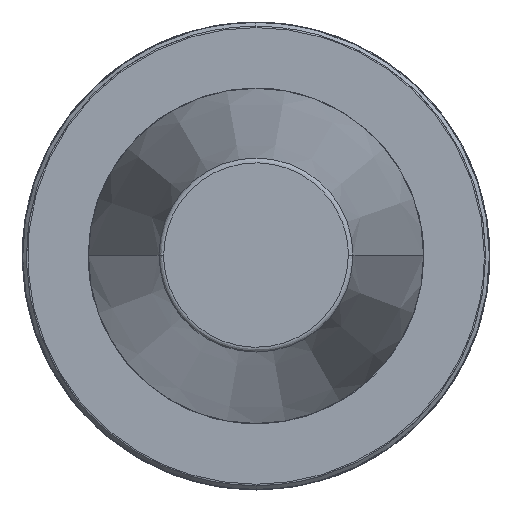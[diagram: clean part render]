
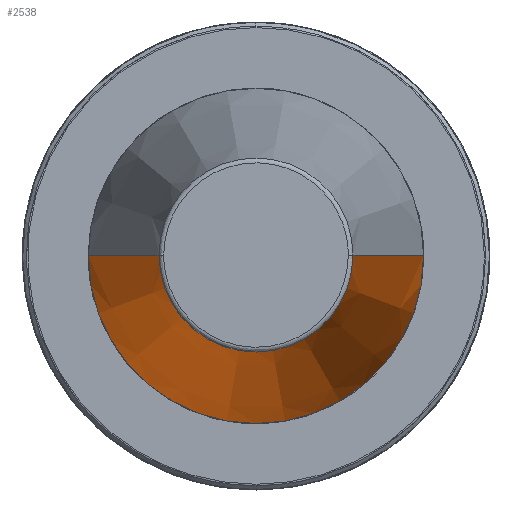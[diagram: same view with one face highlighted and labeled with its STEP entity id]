
A CAD part, top view. The second image highlights one B-rep face of the part: STEP entity #2538.
In plain terms, the highlighted conical face has half-angle 8.297 degrees and reference radius 34.925 mm.
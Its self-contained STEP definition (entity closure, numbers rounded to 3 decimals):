
#145 = DIRECTION ( 'NONE',  ( -1., 0., 0. ) ) ;
#759 = CIRCLE ( 'NONE', #1652, 20.211 ) ;
#807 = ORIENTED_EDGE ( 'NONE', *, *, #1914, .T. ) ;
#930 = LINE ( 'NONE', #2884, #1964 ) ;
#1068 = VERTEX_POINT ( 'NONE', #2454 ) ;
#1086 = DIRECTION ( 'NONE',  ( 0.144, 0., -0.99 ) ) ;
#1200 = AXIS2_PLACEMENT_3D ( 'NONE', #1315, #1597, #145 ) ;
#1217 = EDGE_CURVE ( 'NONE', #2679, #3343, #930, .T. ) ;
#1259 = CARTESIAN_POINT ( 'NONE',  ( 0., 0., 100.894 ) ) ;
#1264 = CIRCLE ( 'NONE', #3043, 34.925 ) ;
#1315 = CARTESIAN_POINT ( 'NONE',  ( 0., 0., 0. ) ) ;
#1327 = DIRECTION ( 'NONE',  ( -0.144, 0., -0.99 ) ) ;
#1472 = CARTESIAN_POINT ( 'NONE',  ( 0., 0., 0. ) ) ;
#1510 = ORIENTED_EDGE ( 'NONE', *, *, #3421, .T. ) ;
#1539 = DIRECTION ( 'NONE',  ( -1., 0., 0. ) ) ;
#1583 = LINE ( 'NONE', #2845, #2465 ) ;
#1597 = DIRECTION ( 'NONE',  ( 0., 0., -1. ) ) ;
#1652 = AXIS2_PLACEMENT_3D ( 'NONE', #1259, #3046, #1539 ) ;
#1678 = EDGE_CURVE ( 'NONE', #1068, #3140, #1583, .T. ) ;
#1738 = DIRECTION ( 'NONE',  ( -1., 0., 0. ) ) ;
#1780 = EDGE_LOOP ( 'NONE', ( #2141, #1510, #3266, #807 ) ) ;
#1787 = FACE_OUTER_BOUND ( 'NONE', #1780, .T. ) ;
#1859 = CONICAL_SURFACE ( 'NONE', #1200, 34.925, 0.145 ) ;
#1914 = EDGE_CURVE ( 'NONE', #3140, #3343, #1264, .T. ) ;
#1964 = VECTOR ( 'NONE', #1086, 1000. ) ;
#2141 = ORIENTED_EDGE ( 'NONE', *, *, #1217, .F. ) ;
#2454 = CARTESIAN_POINT ( 'NONE',  ( -20.211, 0., 100.894 ) ) ;
#2465 = VECTOR ( 'NONE', #1327, 1000. ) ;
#2538 = ADVANCED_FACE ( 'NONE', ( #1787 ), #1859, .T. ) ;
#2679 = VERTEX_POINT ( 'NONE', #3108 ) ;
#2845 = CARTESIAN_POINT ( 'NONE',  ( -34.925, 0., 0. ) ) ;
#2884 = CARTESIAN_POINT ( 'NONE',  ( 34.925, 0., 0. ) ) ;
#3043 = AXIS2_PLACEMENT_3D ( 'NONE', #1472, #3227, #1738 ) ;
#3046 = DIRECTION ( 'NONE',  ( 0., 0., -1. ) ) ;
#3108 = CARTESIAN_POINT ( 'NONE',  ( 20.211, 0., 100.894 ) ) ;
#3136 = CARTESIAN_POINT ( 'NONE',  ( -34.925, 0., 0. ) ) ;
#3140 = VERTEX_POINT ( 'NONE', #3136 ) ;
#3155 = CARTESIAN_POINT ( 'NONE',  ( 34.925, 0., 0. ) ) ;
#3227 = DIRECTION ( 'NONE',  ( 0., 0., 1. ) ) ;
#3266 = ORIENTED_EDGE ( 'NONE', *, *, #1678, .T. ) ;
#3343 = VERTEX_POINT ( 'NONE', #3155 ) ;
#3421 = EDGE_CURVE ( 'NONE', #2679, #1068, #759, .T. ) ;
